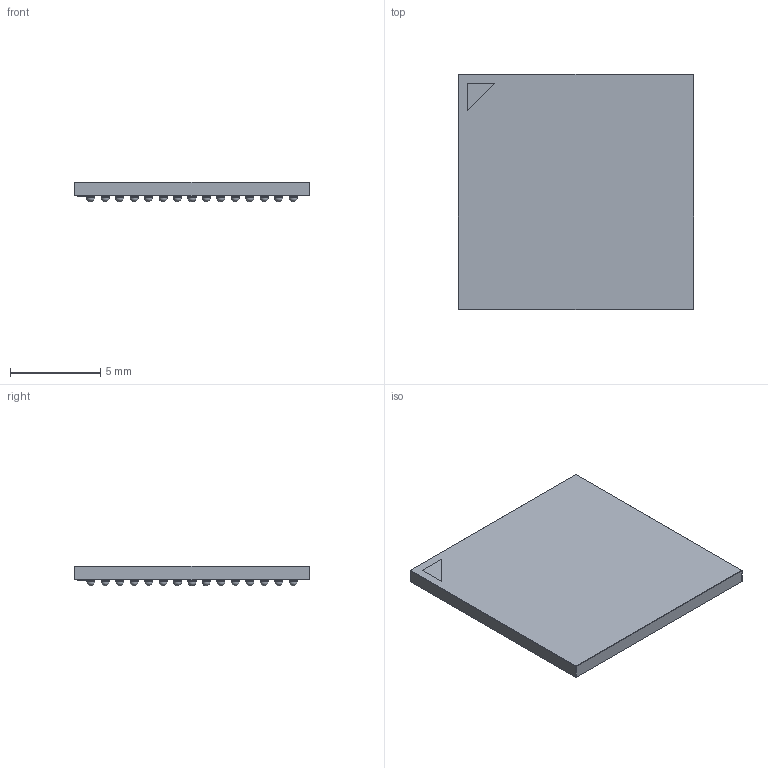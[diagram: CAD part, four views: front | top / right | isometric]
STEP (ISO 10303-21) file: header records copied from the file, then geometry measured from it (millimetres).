
FILE_DESCRIPTION(/* description */ (''),/* implementation_level */ '2;1');
FILE_NAME(/* name */ 'STM - TFBGA-216.step',/* time_stamp */ '2019-12-31T12:55:24+00:00',/* author */ (''),/* organization */ (''),/* preprocessor_version */ 'ST-DEVELOPER v18',/* originating_system */ 'Autodesk Translation Framework v8.12.0.6',/* authorisation */ '');
FILE_SCHEMA (('AUTOMOTIVE_DESIGN { 1 0 10303 214 3 1 1 }'));
Length unit declared in the file: millimetre
Products named in the file (1): ST - TFBGA-216
Bounding box: 13 x 13 x 1.1 mm (x, y, z)
Volume: 136.2 mm3; surface area: 502.9 mm2
Topology: 217 solids, 217 shells, 674 faces, 1134 edges, 680 vertices
Faces by surface type: plane 230, cylinder 224, sphere 220
Full cylindrical faces by diameter (mm): 0.45 x216
Entity records: 14567 total; most frequent: DIRECTION 2932, CARTESIAN_POINT 2273, ORIENTED_EDGE 1836, AXIS2_PLACEMENT_3D 1339, EDGE_CURVE 918, VERTEX_POINT 680, EDGE_LOOP 676, FACE_OUTER_BOUND 674
